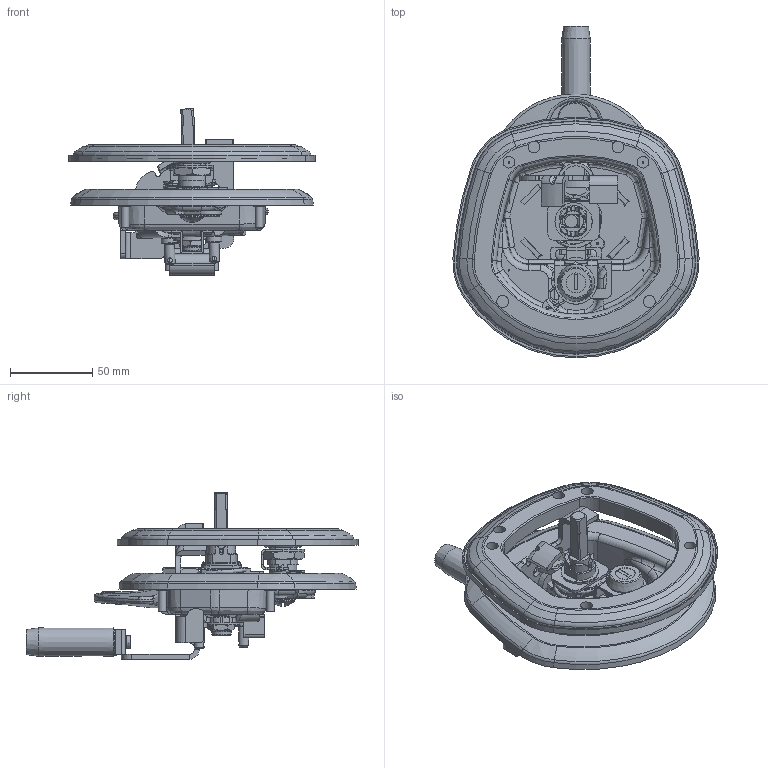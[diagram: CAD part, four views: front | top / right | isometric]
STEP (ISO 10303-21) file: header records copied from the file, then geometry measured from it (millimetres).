
FILE_DESCRIPTION(/* description */ ('KEY LOCKING COMPRESSION LATCH - POWER LOCKING'),/* implementation_level */ '2;1');
FILE_NAME(/* name */ 'P6-28630-R.stp',/* time_stamp */ '2023-11-29T11:22:43-05:00',/* author */ ('dtinay'),/* organization */ ('Eberhard Manufacturing Company'),/* preprocessor_version */ 'ST-DEVELOPER v20',/* originating_system */ 'Autodesk Inventor 2024',/* authorisation */ '');
FILE_SCHEMA (('AUTOMOTIVE_DESIGN { 1 0 10303 214 3 1 1 }'));
Products named in the file (52): P6-28630-R; 7P-28430-57; 7-28430-1; 28400-SS8; 7-28430-49SS RIVETED @155; 7P-28430-46SS; 28400-49SS RIVETED @107; 2L-28400-11SS; 1S-28400-11SS; 1-28430-56; 1-28400-22; 1-28430-55; 1-28400-4; 28430-5; 2-28400-26SS; 1-16800-17; 28400-2; 5661-SS16; 1-28400-20; 1-28400-20 Assembled - 28400-61P5; 1-28400-20 Assembled - 2-16642DB-71; 28400-27SS; 9741; 9741_1; 4901-18M; 6-28430-52R; 28430-50R; 28400-47R; 1-28400-48; 5-2500-7; 5-18430-8; 28400-18; 62-240-11; 34-5655-14; 28400-21SS; 28400-25; 1-28430-51; 1-9020-2; 28430-49; 11X-102 ...
Assembly tree (56 placements, depth 4):
  P6-28630-R
    7P-28430-57
      7-28430-1
      28400-SS8
      7-28430-49SS RIVETED @155  x2
      7P-28430-46SS
      28400-49SS RIVETED @107  x2
      2L-28400-11SS  x2
      1S-28400-11SS  x2
    1-28430-56
      1-28400-22
      1-28430-55
        1-28400-4
        28430-5
        2-28400-26SS
        1-16800-17
        28400-2
        5661-SS16
        1-28400-20
        1-28400-20 Assembled - 28400-61P5
        1-28400-20 Assembled - 2-16642DB-71
      28400-27SS
      9741
      9741_1
    4901-18M
    6-28430-52R
      28430-50R
        28400-47R
        1-28400-48
      5-2500-7
      5-18430-8
      28400-18
      62-240-11
    34-5655-14
    28400-21SS
    28400-25
    1-28430-51
      1-9020-2  x2
      28430-49
    11X-102
    28630-46
    28630-18
    16642DB-71
    28630-56
      28630-6
      16662
    18-7940-SS25
    28630-17
      28630-17 Screw
      16642-17
    1-28630-26
    7901-18
Bounding box: 149.13 x 201.24 x 100.97 mm (x, y, z)
Volume: 174531.5 mm3; surface area: 164756.1 mm2
Topology: 48 solids, 48 shells, 2909 faces, 7301 edges, 4658 vertices
Faces by surface type: plane 1418, cylinder 570, bspline 519, torus 228, cone 151, sphere 23
Full cylindrical faces by diameter (mm): 0.965 x5, 1.016 x4, 1.778 x1, 1.905 x1, 2.438 x1, 2.489 x1, 2.54 x4, 2.723 x2, 2.896 x2, 3.454 x1, 3.572 x2, 3.708 x2, 3.759 x2, 3.81 x8, 3.95 x1, 4 x3, 4.051 x1, 4.216 x1, 4.699 x1, 4.775 x5, 4.826 x2, 4.928 x1, 4.978 x1, 5.715 x1, 5.842 x1, 5.944 x2, 6.055 x2, 6.096 x2, 6.159 x2, 6.219 x1
Entity records: 104905 total; most frequent: CARTESIAN_POINT 36327, ORIENTED_EDGE 14330, DIRECTION 12658, EDGE_CURVE 7165, VERTEX_POINT 4595, AXIS2_PLACEMENT_3D 4371, LINE 3916, VECTOR 3916
